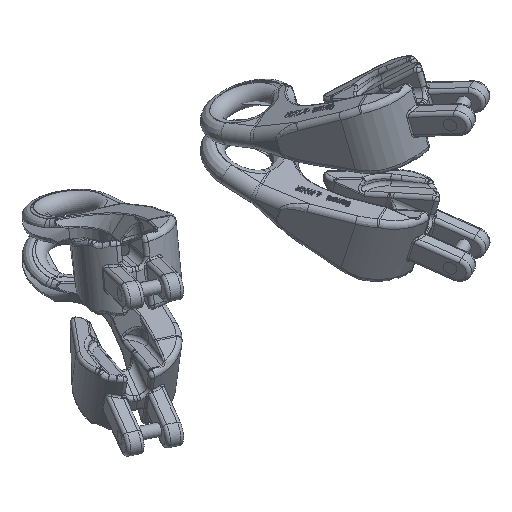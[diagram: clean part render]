
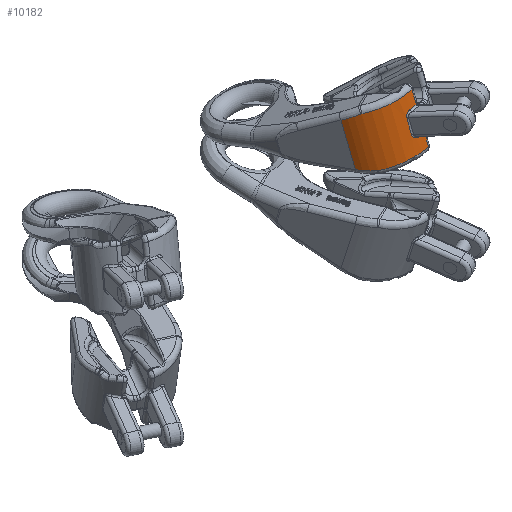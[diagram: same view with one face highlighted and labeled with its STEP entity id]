
A CAD part, isometric view. The second image highlights one B-rep face of the part: STEP entity #10182.
In plain terms, the highlighted cylindrical face has radius 31 mm (diameter 62 mm), a partial arc.
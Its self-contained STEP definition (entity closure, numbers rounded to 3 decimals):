
#1336=ELLIPSE('',#32384,31.613,31.);
#1337=ELLIPSE('',#32385,31.613,31.);
#2403=LINE('',#61851,#3887);
#2404=LINE('',#61877,#3888);
#2405=LINE('',#61888,#3889);
#2406=LINE('',#61899,#3890);
#3887=VECTOR('',#38027,1.);
#3888=VECTOR('',#38030,1.);
#3889=VECTOR('',#38035,1.);
#3890=VECTOR('',#38040,1.);
#5960=B_SPLINE_CURVE_WITH_KNOTS('',3,(#61833,#61834,#61835,#61836,#61837,
#61838,#61839,#61840,#61841,#61842,#61843,#61844,#61845,#61846,#61847,#61848),
.UNSPECIFIED.,.F.,.F.,(4,3,3,3,3,4),(0.,0.062,0.277,
0.516,0.759,1.),.UNSPECIFIED.);
#5961=B_SPLINE_CURVE_WITH_KNOTS('',3,(#61853,#61854,#61855,#61856,#61857,
#61858,#61859,#61860,#61861,#61862,#61863,#61864,#61865,#61866,#61867,#61868),
.UNSPECIFIED.,.F.,.F.,(4,3,3,3,3,4),(0.,0.062,0.277,
0.516,0.759,1.),.UNSPECIFIED.);
#5962=B_SPLINE_CURVE_WITH_KNOTS('',3,(#61872,#61873,#61874,#61875),.UNSPECIFIED.,
.F.,.F.,(4,4),(0.,1.),.UNSPECIFIED.);
#5963=B_SPLINE_CURVE_WITH_KNOTS('',3,(#61881,#61882,#61883,#61884),.UNSPECIFIED.,
.F.,.F.,(4,4),(0.,1.),.UNSPECIFIED.);
#5964=B_SPLINE_CURVE_WITH_KNOTS('',3,(#61892,#61893,#61894,#61895),.UNSPECIFIED.,
.F.,.F.,(4,4),(0.,1.),.UNSPECIFIED.);
#5965=B_SPLINE_CURVE_WITH_KNOTS('',3,(#61901,#61902,#61903,#61904),.UNSPECIFIED.,
.F.,.F.,(4,4),(0.,1.),.UNSPECIFIED.);
#8336=FACE_OUTER_BOUND('',#12576,.T.);
#10182=ADVANCED_FACE('',(#8336),#10922,.T.);
#10922=CYLINDRICAL_SURFACE('',#32388,31.);
#12576=EDGE_LOOP('',(#20022,#20023,#20024,#20025,#20026,#20027,#20028,#20029,
#20030,#20031,#20032,#20033,#20034,#20035,#20036,#20037));
#20022=ORIENTED_EDGE('',*,*,#28467,.F.);
#20023=ORIENTED_EDGE('',*,*,#28468,.F.);
#20024=ORIENTED_EDGE('',*,*,#28469,.T.);
#20025=ORIENTED_EDGE('',*,*,#28470,.T.);
#20026=ORIENTED_EDGE('',*,*,#28471,.T.);
#20027=ORIENTED_EDGE('',*,*,#28472,.T.);
#20028=ORIENTED_EDGE('',*,*,#28473,.T.);
#20029=ORIENTED_EDGE('',*,*,#28474,.T.);
#20030=ORIENTED_EDGE('',*,*,#28475,.T.);
#20031=ORIENTED_EDGE('',*,*,#28476,.F.);
#20032=ORIENTED_EDGE('',*,*,#28477,.F.);
#20033=ORIENTED_EDGE('',*,*,#28478,.F.);
#20034=ORIENTED_EDGE('',*,*,#28479,.F.);
#20035=ORIENTED_EDGE('',*,*,#28480,.F.);
#20036=ORIENTED_EDGE('',*,*,#28481,.F.);
#20037=ORIENTED_EDGE('',*,*,#28482,.F.);
#24366=VERTEX_POINT('',#61849);
#24367=VERTEX_POINT('',#61850);
#24368=VERTEX_POINT('',#61852);
#24369=VERTEX_POINT('',#61869);
#24370=VERTEX_POINT('',#61871);
#24371=VERTEX_POINT('',#61876);
#24372=VERTEX_POINT('',#61878);
#24373=VERTEX_POINT('',#61880);
#24374=VERTEX_POINT('',#61885);
#24375=VERTEX_POINT('',#61887);
#24376=VERTEX_POINT('',#61889);
#24377=VERTEX_POINT('',#61891);
#24378=VERTEX_POINT('',#61896);
#24379=VERTEX_POINT('',#61898);
#24380=VERTEX_POINT('',#61900);
#24381=VERTEX_POINT('',#61905);
#28467=EDGE_CURVE('',#24366,#24367,#5960,.T.);
#28468=EDGE_CURVE('',#24368,#24366,#2403,.T.);
#28469=EDGE_CURVE('',#24368,#24369,#5961,.T.);
#28470=EDGE_CURVE('',#24369,#24370,#30216,.T.);
#28471=EDGE_CURVE('',#24370,#24371,#5962,.T.);
#28472=EDGE_CURVE('',#24371,#24372,#2404,.T.);
#28473=EDGE_CURVE('',#24372,#24373,#30217,.T.);
#28474=EDGE_CURVE('',#24373,#24374,#5963,.T.);
#28475=EDGE_CURVE('',#24374,#24375,#1336,.T.);
#28476=EDGE_CURVE('',#24376,#24375,#2405,.T.);
#28477=EDGE_CURVE('',#24377,#24376,#1337,.T.);
#28478=EDGE_CURVE('',#24378,#24377,#5964,.T.);
#28479=EDGE_CURVE('',#24379,#24378,#30218,.T.);
#28480=EDGE_CURVE('',#24380,#24379,#2406,.T.);
#28481=EDGE_CURVE('',#24381,#24380,#5965,.T.);
#28482=EDGE_CURVE('',#24367,#24381,#30219,.T.);
#30216=CIRCLE('',#32382,31.);
#30217=CIRCLE('',#32383,31.);
#30218=CIRCLE('',#32386,31.);
#30219=CIRCLE('',#32387,31.);
#32382=AXIS2_PLACEMENT_3D('',#61870,#38028,#38029);
#32383=AXIS2_PLACEMENT_3D('',#61879,#38031,#38032);
#32384=AXIS2_PLACEMENT_3D('',#61886,#38033,#38034);
#32385=AXIS2_PLACEMENT_3D('',#61890,#38036,#38037);
#32386=AXIS2_PLACEMENT_3D('',#61897,#38038,#38039);
#32387=AXIS2_PLACEMENT_3D('',#61906,#38041,#38042);
#32388=AXIS2_PLACEMENT_3D('',#61907,#38043,#38044);
#38027=DIRECTION('',(0.109,-0.235,-0.966));
#38028=DIRECTION('',(-0.109,0.235,0.966));
#38029=DIRECTION('',(0.906,0.423,0.));
#38030=DIRECTION('',(-0.109,0.235,0.966));
#38031=DIRECTION('',(0.109,-0.235,-0.966));
#38032=DIRECTION('',(0.408,-0.875,0.259));
#38033=DIRECTION('',(0.187,-0.402,-0.896));
#38034=DIRECTION('',(-0.379,0.812,-0.443));
#38035=DIRECTION('',(-0.109,0.235,0.966));
#38036=DIRECTION('',(0.027,-0.058,-0.998));
#38037=DIRECTION('',(-0.422,0.904,-0.065));
#38038=DIRECTION('',(0.109,-0.235,-0.966));
#38039=DIRECTION('',(0.408,-0.875,0.259));
#38040=DIRECTION('',(0.109,-0.235,-0.966));
#38041=DIRECTION('',(-0.109,0.235,0.966));
#38042=DIRECTION('',(0.906,0.423,0.));
#38043=DIRECTION('',(-0.109,0.235,0.966));
#38044=DIRECTION('',(-0.906,-0.423,0.));
#61833=CARTESIAN_POINT('',(84.899,-225.926,32.148));
#61834=CARTESIAN_POINT('',(84.911,-225.95,32.048));
#61835=CARTESIAN_POINT('',(84.928,-225.975,31.949));
#61836=CARTESIAN_POINT('',(84.951,-226.,31.851));
#61837=CARTESIAN_POINT('',(85.028,-226.084,31.522));
#61838=CARTESIAN_POINT('',(85.175,-226.173,31.204));
#61839=CARTESIAN_POINT('',(85.372,-226.255,30.929));
#61840=CARTESIAN_POINT('',(85.592,-226.346,30.621));
#61841=CARTESIAN_POINT('',(85.881,-226.433,30.354));
#61842=CARTESIAN_POINT('',(86.204,-226.503,30.149));
#61843=CARTESIAN_POINT('',(86.533,-226.574,29.941));
#61844=CARTESIAN_POINT('',(86.907,-226.63,29.789));
#61845=CARTESIAN_POINT('',(87.291,-226.664,29.702));
#61846=CARTESIAN_POINT('',(87.672,-226.697,29.616));
#61847=CARTESIAN_POINT('',(88.075,-226.709,29.592));
#61848=CARTESIAN_POINT('',(88.465,-226.697,29.633));
#61849=CARTESIAN_POINT('',(84.899,-225.926,32.148));
#61850=CARTESIAN_POINT('',(88.465,-226.697,29.633));
#61851=CARTESIAN_POINT('',(87.087,-230.618,12.829));
#61852=CARTESIAN_POINT('',(83.805,-223.581,41.807));
#61853=CARTESIAN_POINT('',(83.805,-223.581,41.807));
#61854=CARTESIAN_POINT('',(83.794,-223.556,41.907));
#61855=CARTESIAN_POINT('',(83.789,-223.533,42.007));
#61856=CARTESIAN_POINT('',(83.789,-223.509,42.108));
#61857=CARTESIAN_POINT('',(83.791,-223.431,42.448));
#61858=CARTESIAN_POINT('',(83.863,-223.358,42.794));
#61859=CARTESIAN_POINT('',(83.993,-223.296,43.111));
#61860=CARTESIAN_POINT('',(84.138,-223.227,43.466));
#61861=CARTESIAN_POINT('',(84.359,-223.169,43.797));
#61862=CARTESIAN_POINT('',(84.628,-223.121,44.075));
#61863=CARTESIAN_POINT('',(84.9,-223.073,44.357));
#61864=CARTESIAN_POINT('',(85.23,-223.035,44.593));
#61865=CARTESIAN_POINT('',(85.585,-223.006,44.765));
#61866=CARTESIAN_POINT('',(85.937,-222.977,44.935));
#61867=CARTESIAN_POINT('',(86.325,-222.956,45.046));
#61868=CARTESIAN_POINT('',(86.715,-222.944,45.088));
#61869=CARTESIAN_POINT('',(86.715,-222.944,45.088));
#61870=CARTESIAN_POINT('',(86.566,-192.824,37.756));
#61871=CARTESIAN_POINT('',(91.615,-222.41,45.513));
#61872=CARTESIAN_POINT('',(91.615,-222.41,45.513));
#61873=CARTESIAN_POINT('',(91.518,-222.344,45.827));
#61874=CARTESIAN_POINT('',(91.451,-222.272,46.147));
#61875=CARTESIAN_POINT('',(91.414,-222.192,46.473));
#61876=CARTESIAN_POINT('',(91.414,-222.192,46.473));
#61877=CARTESIAN_POINT('',(89.664,-218.439,61.927));
#61878=CARTESIAN_POINT('',(90.594,-220.433,53.717));
#61879=CARTESIAN_POINT('',(85.636,-190.83,45.967));
#61880=CARTESIAN_POINT('',(63.874,-212.723,48.819));
#61881=CARTESIAN_POINT('',(63.874,-212.723,48.819));
#61882=CARTESIAN_POINT('',(63.754,-212.609,48.778));
#61883=CARTESIAN_POINT('',(63.636,-212.497,48.721));
#61884=CARTESIAN_POINT('',(63.523,-212.39,48.649));
#61885=CARTESIAN_POINT('',(63.523,-212.39,48.649));
#61886=CARTESIAN_POINT('',(85.872,-191.335,43.886));
#61887=CARTESIAN_POINT('',(57.776,-204.436,43.886));
#61888=CARTESIAN_POINT('',(62.08,-213.666,5.881));
#61889=CARTESIAN_POINT('',(60.914,-211.167,16.172));
#61890=CARTESIAN_POINT('',(89.01,-198.066,16.172));
#61891=CARTESIAN_POINT('',(67.123,-220.109,16.865));
#61892=CARTESIAN_POINT('',(67.484,-220.464,16.943));
#61893=CARTESIAN_POINT('',(67.364,-220.35,16.902));
#61894=CARTESIAN_POINT('',(67.242,-220.23,16.875));
#61895=CARTESIAN_POINT('',(67.123,-220.109,16.865));
#61896=CARTESIAN_POINT('',(67.484,-220.464,16.943));
#61897=CARTESIAN_POINT('',(89.246,-198.571,14.091));
#61898=CARTESIAN_POINT('',(94.204,-228.174,21.841));
#61899=CARTESIAN_POINT('',(95.133,-230.168,13.631));
#61900=CARTESIAN_POINT('',(93.383,-226.415,29.086));
#61901=CARTESIAN_POINT('',(93.365,-226.163,30.058));
#61902=CARTESIAN_POINT('',(93.341,-226.252,29.736));
#61903=CARTESIAN_POINT('',(93.346,-226.336,29.412));
#61904=CARTESIAN_POINT('',(93.383,-226.415,29.086));
#61905=CARTESIAN_POINT('',(93.365,-226.163,30.058));
#61906=CARTESIAN_POINT('',(88.316,-196.577,22.301));
#61907=CARTESIAN_POINT('',(90.175,-200.565,5.881));
